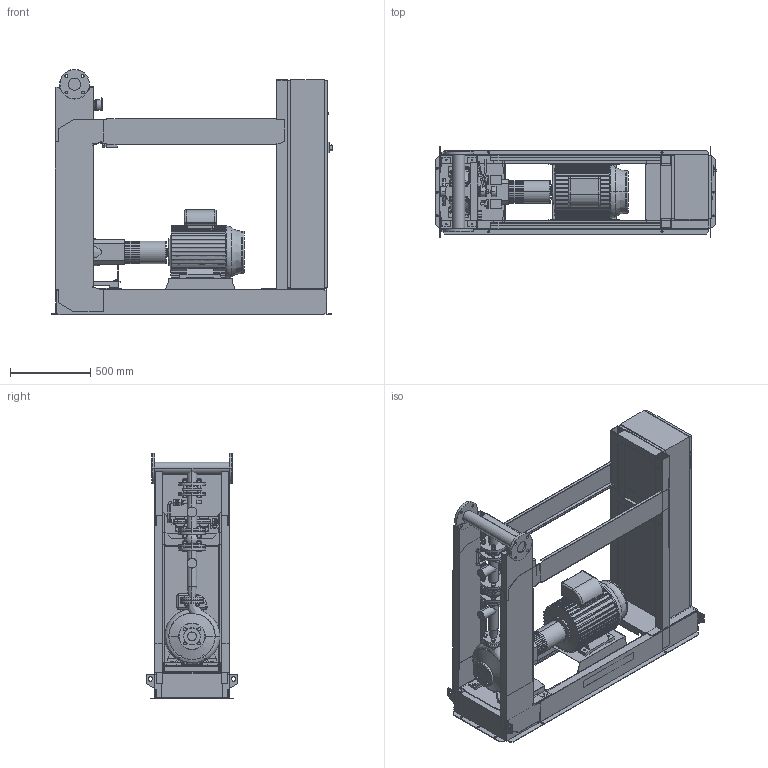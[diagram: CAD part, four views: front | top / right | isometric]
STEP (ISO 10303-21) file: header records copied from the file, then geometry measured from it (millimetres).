
FILE_DESCRIPTION((''),'2;1');
FILE_NAME('3d_Sifire-EN-32_250-210-15E-4183654.stp','2015-05-25T14:13:20',(''),(''),'Mechanical Desktop 2009','Mechanical Desktop 2009',', , ');
FILE_SCHEMA(('CONFIG_CONTROL_DESIGN'));
Length unit declared in the file: millimetre
Products named in the file (1): Product
Bounding box: 1754.5 x 568 x 1527.5 mm (x, y, z)
Volume: 215938774.7 mm3; surface area: 16707885.2 mm2
Topology: 97 solids, 97 shells, 2657 faces, 6540 edges, 4179 vertices
Faces by surface type: plane 1081, bspline 774, cylinder 506, cone 236, torus 52, sphere 8
Entity records: 85870 total; most frequent: CARTESIAN_POINT 26396, ORIENTED_EDGE 13068, DIRECTION 11158, EDGE_CURVE 6534, VERTEX_POINT 4178, VECTOR 3774, LINE 3774, AXIS2_PLACEMENT_3D 3692
